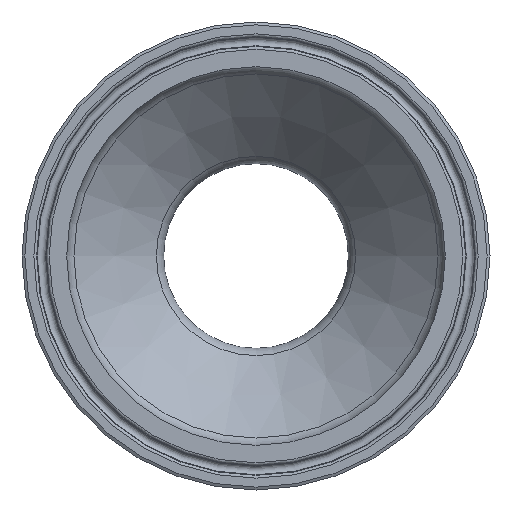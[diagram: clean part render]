
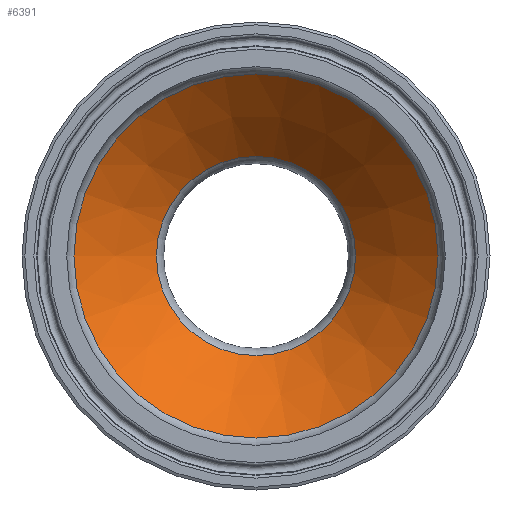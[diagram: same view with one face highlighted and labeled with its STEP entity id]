
A CAD part, left-side view. The second image highlights one B-rep face of the part: STEP entity #6391.
In plain terms, the highlighted conical face has half-angle 45 degrees and reference radius 36.22 mm.
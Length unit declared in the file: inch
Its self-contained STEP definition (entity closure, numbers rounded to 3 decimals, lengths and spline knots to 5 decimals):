
#23=CONICAL_SURFACE('',#6799,1.426,45.);
#111=FACE_BOUND('',#1178,.T.);
#779=FACE_OUTER_BOUND('',#1177,.T.);
#1177=EDGE_LOOP('',(#5939));
#1178=EDGE_LOOP('',(#5940));
#1675=CIRCLE('',#6798,1.00822);
#1676=CIRCLE('',#6800,1.84378);
#3159=VERTEX_POINT('',#13641);
#3160=VERTEX_POINT('',#13644);
#4096=EDGE_CURVE('',#3159,#3159,#1675,.T.);
#4097=EDGE_CURVE('',#3160,#3160,#1676,.T.);
#5939=ORIENTED_EDGE('',*,*,#4097,.F.);
#5940=ORIENTED_EDGE('',*,*,#4096,.F.);
#6391=ADVANCED_FACE('',(#779,#111),#23,.F.);
#6798=AXIS2_PLACEMENT_3D('',#13642,#8030,#8031);
#6799=AXIS2_PLACEMENT_3D('',#13643,#8032,#8033);
#6800=AXIS2_PLACEMENT_3D('',#13645,#8034,#8035);
#8030=DIRECTION('center_axis',(-1.,0.,0.));
#8031=DIRECTION('ref_axis',(0.,-1.,0.));
#8032=DIRECTION('center_axis',(-1.,0.,0.));
#8033=DIRECTION('ref_axis',(0.,1.,0.));
#8034=DIRECTION('center_axis',(1.,0.,0.));
#8035=DIRECTION('ref_axis',(0.,-1.,0.));
#13641=CARTESIAN_POINT('',(2.40878,1.00822,0.));
#13642=CARTESIAN_POINT('Origin',(2.40878,0.,
0.));
#13643=CARTESIAN_POINT('Origin',(1.991,0.,0.));
#13644=CARTESIAN_POINT('',(1.57322,1.84378,0.));
#13645=CARTESIAN_POINT('Origin',(1.57322,0.,
0.));
